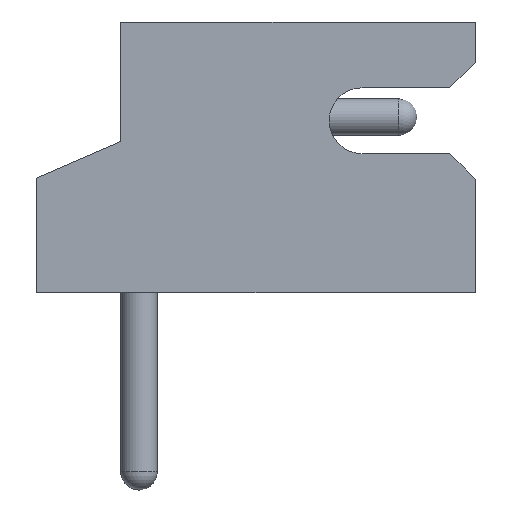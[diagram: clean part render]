
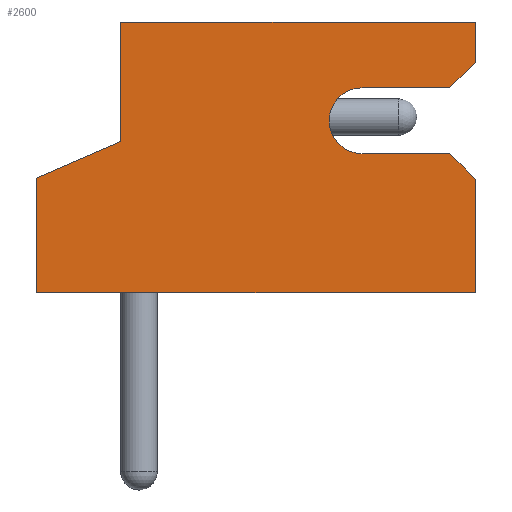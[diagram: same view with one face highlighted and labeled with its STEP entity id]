
A CAD part, front view. The second image highlights one B-rep face of the part: STEP entity #2600.
In plain terms, the highlighted planar face has unit normal (0, -1, 0).
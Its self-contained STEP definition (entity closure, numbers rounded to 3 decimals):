
#107=PLANE('',#2852);
#263=FACE_OUTER_BOUND('',#405,.T.);
#405=EDGE_LOOP('',(#2320,#2321,#2322,#2323,#2324,#2325,#2326,#2327,#2328,
#2329,#2330,#2331));
#513=LINE('',#3991,#779);
#518=LINE('',#3999,#784);
#603=LINE('',#4169,#869);
#615=LINE('',#4193,#881);
#619=LINE('',#4201,#885);
#621=LINE('',#4204,#887);
#659=LINE('',#4287,#925);
#667=LINE('',#4300,#933);
#673=LINE('',#4314,#939);
#676=LINE('',#4320,#942);
#678=LINE('',#4326,#944);
#779=VECTOR('',#3270,10.);
#784=VECTOR('',#3279,10.);
#869=VECTOR('',#3436,10.);
#881=VECTOR('',#3450,10.);
#885=VECTOR('',#3458,10.);
#887=VECTOR('',#3462,10.);
#925=VECTOR('',#3532,10.);
#933=VECTOR('',#3546,10.);
#939=VECTOR('',#3556,10.);
#942=VECTOR('',#3561,10.);
#944=VECTOR('',#3571,10.);
#1051=CIRCLE('',#2851,0.45);
#1198=VERTEX_POINT('',#3988);
#1199=VERTEX_POINT('',#3990);
#1200=VERTEX_POINT('',#3998);
#1248=VERTEX_POINT('',#4166);
#1249=VERTEX_POINT('',#4168);
#1260=VERTEX_POINT('',#4192);
#1262=VERTEX_POINT('',#4200);
#1290=VERTEX_POINT('',#4284);
#1291=VERTEX_POINT('',#4286);
#1298=VERTEX_POINT('',#4311);
#1299=VERTEX_POINT('',#4313);
#1301=VERTEX_POINT('',#4319);
#1491=EDGE_CURVE('',#1198,#1199,#513,.T.);
#1496=EDGE_CURVE('',#1200,#1199,#518,.T.);
#1581=EDGE_CURVE('',#1248,#1249,#603,.T.);
#1593=EDGE_CURVE('',#1260,#1200,#615,.T.);
#1597=EDGE_CURVE('',#1262,#1260,#619,.T.);
#1599=EDGE_CURVE('',#1248,#1262,#621,.T.);
#1639=EDGE_CURVE('',#1291,#1290,#659,.T.);
#1647=EDGE_CURVE('',#1198,#1291,#667,.T.);
#1653=EDGE_CURVE('',#1299,#1298,#673,.T.);
#1656=EDGE_CURVE('',#1301,#1299,#676,.T.);
#1659=EDGE_CURVE('',#1290,#1301,#1051,.T.);
#1660=EDGE_CURVE('',#1249,#1298,#678,.T.);
#2320=ORIENTED_EDGE('',*,*,#1647,.T.);
#2321=ORIENTED_EDGE('',*,*,#1639,.T.);
#2322=ORIENTED_EDGE('',*,*,#1659,.T.);
#2323=ORIENTED_EDGE('',*,*,#1656,.T.);
#2324=ORIENTED_EDGE('',*,*,#1653,.T.);
#2325=ORIENTED_EDGE('',*,*,#1660,.F.);
#2326=ORIENTED_EDGE('',*,*,#1581,.F.);
#2327=ORIENTED_EDGE('',*,*,#1599,.T.);
#2328=ORIENTED_EDGE('',*,*,#1597,.T.);
#2329=ORIENTED_EDGE('',*,*,#1593,.T.);
#2330=ORIENTED_EDGE('',*,*,#1496,.T.);
#2331=ORIENTED_EDGE('',*,*,#1491,.F.);
#2600=ADVANCED_FACE('',(#263),#107,.T.);
#2851=AXIS2_PLACEMENT_3D('',#4324,#3567,#3568);
#2852=AXIS2_PLACEMENT_3D('',#4325,#3569,#3570);
#3270=DIRECTION('',(0.,0.,-1.));
#3279=DIRECTION('',(1.,0.,0.));
#3436=DIRECTION('',(1.,0.,0.));
#3450=DIRECTION('',(0.,0.,-1.));
#3458=DIRECTION('',(-0.917,0.,-0.399));
#3462=DIRECTION('',(0.,0.,-1.));
#3532=DIRECTION('',(-1.,0.,0.));
#3546=DIRECTION('',(-0.707,0.,0.707));
#3556=DIRECTION('',(0.707,0.,0.707));
#3561=DIRECTION('',(1.,0.,0.));
#3567=DIRECTION('center_axis',(0.,1.,0.));
#3568=DIRECTION('ref_axis',(0.,0.,1.));
#3569=DIRECTION('center_axis',(0.,-1.,0.));
#3570=DIRECTION('ref_axis',(0.,0.,-1.));
#3571=DIRECTION('',(0.,0.,-1.));
#3988=CARTESIAN_POINT('',(4.6,-1.5,1.55));
#3990=CARTESIAN_POINT('',(4.6,-1.5,0.));
#3991=CARTESIAN_POINT('',(4.6,-1.5,3.7));
#3998=CARTESIAN_POINT('',(-1.4,-1.5,0.));
#3999=CARTESIAN_POINT('',(0.,-1.5,0.));
#4166=CARTESIAN_POINT('',(-0.25,-1.5,3.7));
#4168=CARTESIAN_POINT('',(4.6,-1.5,3.7));
#4169=CARTESIAN_POINT('',(0.,-1.5,3.7));
#4192=CARTESIAN_POINT('',(-1.4,-1.5,1.565));
#4193=CARTESIAN_POINT('',(-1.4,-1.5,3.7));
#4200=CARTESIAN_POINT('',(-0.25,-1.5,2.065));
#4201=CARTESIAN_POINT('',(-0.25,-1.5,2.065));
#4204=CARTESIAN_POINT('',(-0.25,-1.5,3.7));
#4284=CARTESIAN_POINT('',(3.05,-1.5,1.9));
#4286=CARTESIAN_POINT('',(4.25,-1.5,1.9));
#4287=CARTESIAN_POINT('',(2.125,-1.5,1.9));
#4300=CARTESIAN_POINT('',(2.913,-1.5,3.238));
#4311=CARTESIAN_POINT('',(4.6,-1.5,3.15));
#4313=CARTESIAN_POINT('',(4.25,-1.5,2.8));
#4314=CARTESIAN_POINT('',(3.413,-1.5,1.963));
#4319=CARTESIAN_POINT('',(3.05,-1.5,2.8));
#4320=CARTESIAN_POINT('',(1.525,-1.5,2.8));
#4324=CARTESIAN_POINT('Origin',(3.05,-1.5,2.35));
#4325=CARTESIAN_POINT('Origin',(0.,-1.5,3.7));
#4326=CARTESIAN_POINT('',(4.6,-1.5,3.7));
